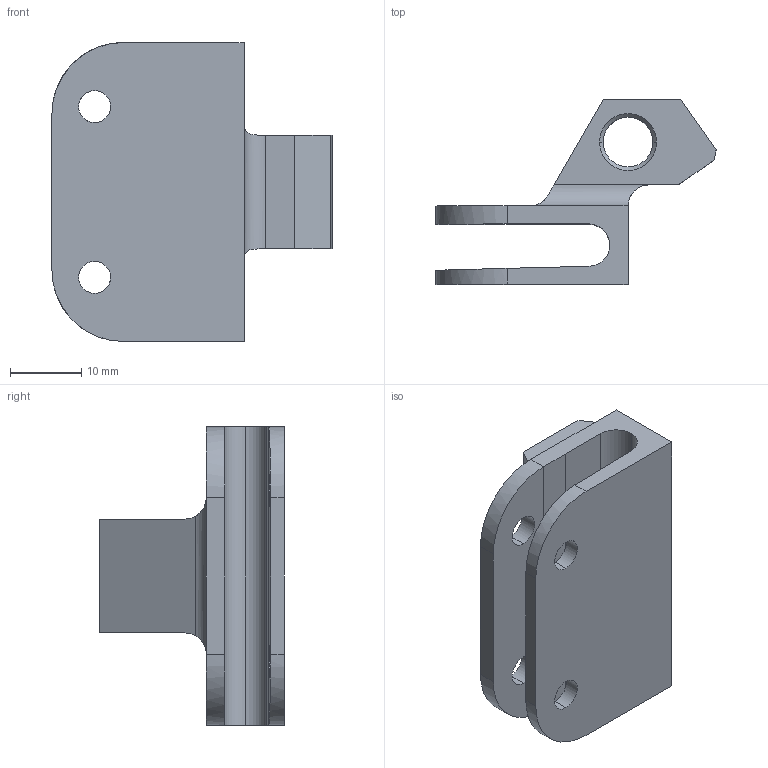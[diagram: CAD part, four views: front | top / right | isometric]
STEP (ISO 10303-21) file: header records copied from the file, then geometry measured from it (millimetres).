
FILE_DESCRIPTION (( 'STEP AP214' ), '1' );
FILE_NAME ('ART_Chape_M.STEP', '2023-04-12T09:11:07', ( '' ), ( '' ), 'SwSTEP 2.0', 'SolidWorks 2023', '' );
FILE_SCHEMA (( 'AUTOMOTIVE_DESIGN' ));
Length unit declared in the file: millimetre
Products named in the file (1): ART_Chape_M
Bounding box: 39.37 x 26 x 42 mm (x, y, z)
Volume: 9143 mm3; surface area: 6688.7 mm2
Topology: 1 solids, 1 shells, 59 faces, 153 edges, 96 vertices
Faces by surface type: cylinder 28, plane 19, cone 8, bspline 4
Entity records: 2067 total; most frequent: CARTESIAN_POINT 640, ORIENTED_EDGE 298, DIRECTION 275, EDGE_CURVE 149, AXIS2_PLACEMENT_3D 96, VERTEX_POINT 96, VECTOR 83, LINE 83
